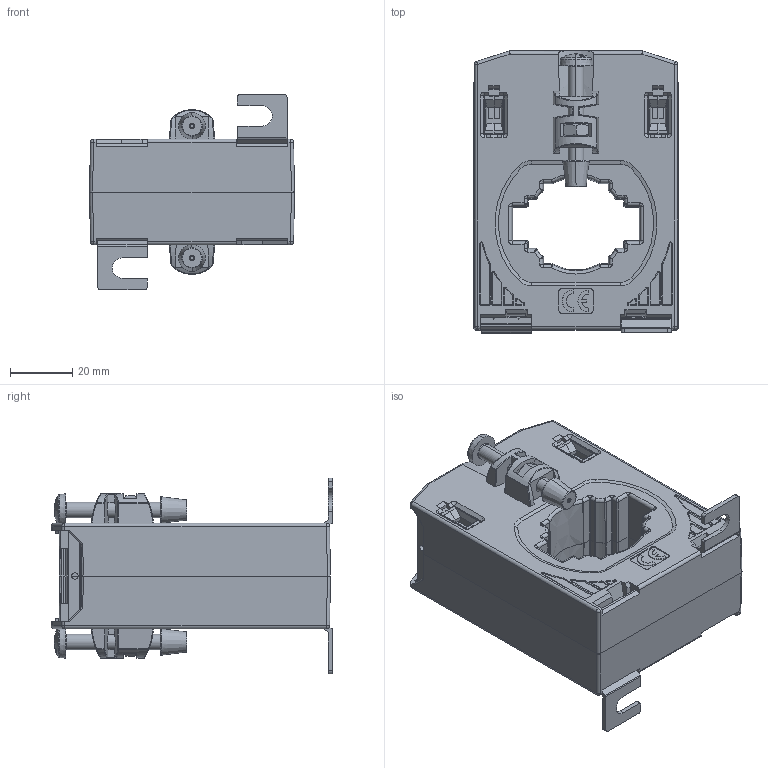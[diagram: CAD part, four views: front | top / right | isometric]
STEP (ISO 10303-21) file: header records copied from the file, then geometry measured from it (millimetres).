
FILE_DESCRIPTION((''),'2;1');
FILE_NAME('DIMENSIONES_TD6','2019-11-19T',('esors'),(''),'CREO PARAMETRIC BY PTC INC, 2015290','CREO PARAMETRIC BY PTC INC, 2015290','');
FILE_SCHEMA(('AUTOMOTIVE_DESIGN { 1 0 10303 214 1 1 1 1 }'));
Products named in the file (1): DIMENSIONES_TD6
Bounding box: 66 x 90.8 x 63 mm (x, y, z)
Volume: 63503.5 mm3; surface area: 70073.3 mm2
Topology: 10 solids, 10 shells, 5794 faces, 15660 edges, 10018 vertices
Faces by surface type: plane 4260, cylinder 706, cone 276, bspline 264, torus 156, extrusion 100, sphere 32
Entity records: 201004 total; most frequent: CARTESIAN_POINT 57141, ORIENTED_EDGE 31320, DIRECTION 26375, EDGE_CURVE 15660, VECTOR 12569, LINE 12469, VERTEX_POINT 10018, AXIS2_PLACEMENT_3D 6903
